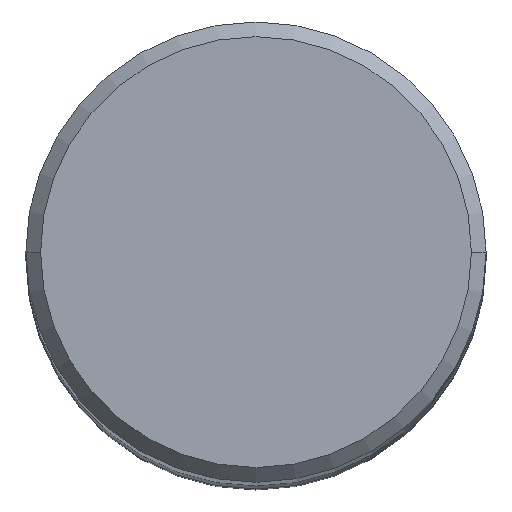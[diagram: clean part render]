
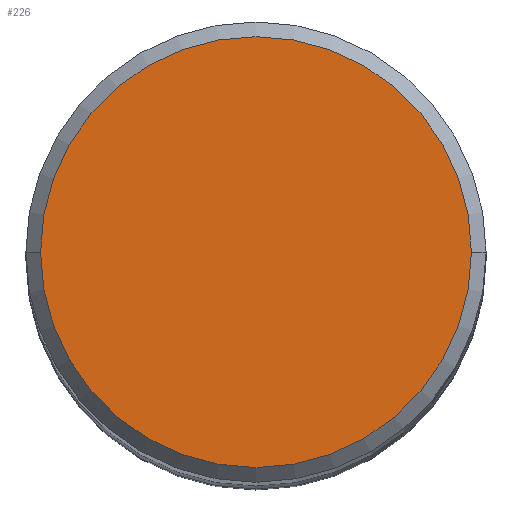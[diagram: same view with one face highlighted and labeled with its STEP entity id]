
A CAD part, top view. The second image highlights one B-rep face of the part: STEP entity #226.
In plain terms, the highlighted planar face has unit normal (0, 0, 1).
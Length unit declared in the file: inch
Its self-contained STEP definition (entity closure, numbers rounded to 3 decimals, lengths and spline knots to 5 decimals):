
#6 = CARTESIAN_POINT ( 'NONE',  ( 0., 0., 0. ) ) ;
#7 = CARTESIAN_POINT ( 'NONE',  ( 0.2925, 0., 0. ) ) ;
#24 = PLANE ( 'NONE',  #203 ) ;
#30 = VERTEX_POINT ( 'NONE', #447 ) ;
#58 = EDGE_CURVE ( 'NONE', #453, #30, #270, .T. ) ;
#63 = FACE_OUTER_BOUND ( 'NONE', #339, .T. ) ;
#67 = DIRECTION ( 'NONE',  ( -1., 0., 0. ) ) ;
#88 = AXIS2_PLACEMENT_3D ( 'NONE', #295, #214, #333 ) ;
#119 = CIRCLE ( 'NONE', #501, 0.2925 ) ;
#123 = EDGE_CURVE ( 'NONE', #30, #453, #119, .T. ) ;
#168 = DIRECTION ( 'NONE',  ( 0., 0., 1. ) ) ;
#188 = CARTESIAN_POINT ( 'NONE',  ( 0., 0.2925, 0. ) ) ;
#203 = AXIS2_PLACEMENT_3D ( 'NONE', #188, #466, #67 ) ;
#214 = DIRECTION ( 'NONE',  ( 0., 0., 1. ) ) ;
#226 = ADVANCED_FACE ( 'NONE', ( #63 ), #24, .F. ) ;
#270 = CIRCLE ( 'NONE', #88, 0.2925 ) ;
#295 = CARTESIAN_POINT ( 'NONE',  ( 0., 0., 0. ) ) ;
#328 = DIRECTION ( 'NONE',  ( 1., 0., 0. ) ) ;
#333 = DIRECTION ( 'NONE',  ( 1., 0., 0. ) ) ;
#339 = EDGE_LOOP ( 'NONE', ( #396, #391 ) ) ;
#391 = ORIENTED_EDGE ( 'NONE', *, *, #58, .T. ) ;
#396 = ORIENTED_EDGE ( 'NONE', *, *, #123, .T. ) ;
#447 = CARTESIAN_POINT ( 'NONE',  ( -0.2925, 0., 0. ) ) ;
#453 = VERTEX_POINT ( 'NONE', #7 ) ;
#466 = DIRECTION ( 'NONE',  ( 0., 0., -1. ) ) ;
#501 = AXIS2_PLACEMENT_3D ( 'NONE', #6, #168, #328 ) ;
